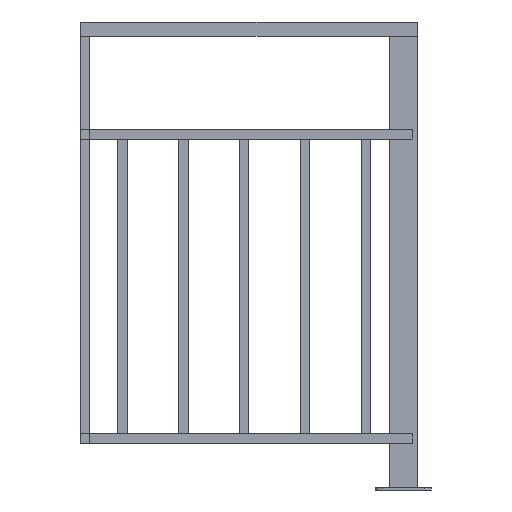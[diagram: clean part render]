
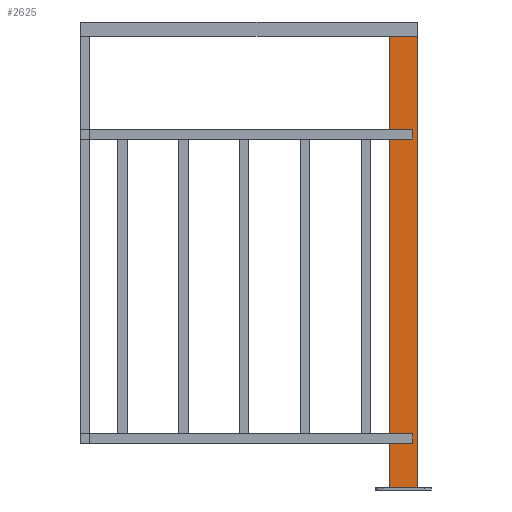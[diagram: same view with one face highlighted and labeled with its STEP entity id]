
A CAD part, front view. The second image highlights one B-rep face of the part: STEP entity #2625.
In plain terms, the highlighted free-form (B-spline) face has degree [1, 1] with [2, 2] control points.
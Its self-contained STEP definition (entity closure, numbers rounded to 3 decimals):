
#2508 = VERTEX_POINT('',#2509);
#2509 = CARTESIAN_POINT('',(-24.634,-959.916,0.));
#2522 = VERTEX_POINT('',#2523);
#2523 = CARTESIAN_POINT('',(24.634,-959.916,0.));
#2528 = EDGE_CURVE('',#2508,#2522,#2529,.T.);
#2529 = B_SPLINE_CURVE_WITH_KNOTS('',1,(#2530,#2531),.UNSPECIFIED.,.F.,
  .F.,(2,2),(0.,60.),.PIECEWISE_BEZIER_KNOTS.);
#2530 = CARTESIAN_POINT('',(-24.634,-959.916,0.));
#2531 = CARTESIAN_POINT('',(24.634,-959.916,0.));
#2544 = VERTEX_POINT('',#2545);
#2545 = CARTESIAN_POINT('',(-24.634,-959.916,
    796.508));
#2550 = EDGE_CURVE('',#2544,#2551,#2553,.T.);
#2551 = VERTEX_POINT('',#2552);
#2552 = CARTESIAN_POINT('',(24.634,-959.916,
    796.508));
#2553 = B_SPLINE_CURVE_WITH_KNOTS('',1,(#2554,#2555),.UNSPECIFIED.,.F.,
  .F.,(2,2),(0.,60.),.PIECEWISE_BEZIER_KNOTS.);
#2554 = CARTESIAN_POINT('',(-24.634,-959.916,
    796.508));
#2555 = CARTESIAN_POINT('',(24.634,-959.916,
    796.508));
#2583 = EDGE_CURVE('',#2508,#2544,#2584,.T.);
#2584 = B_SPLINE_CURVE_WITH_KNOTS('',1,(#2585,#2586),.UNSPECIFIED.,.F.,
  .F.,(2,2),(0.,970.),.PIECEWISE_BEZIER_KNOTS.);
#2585 = CARTESIAN_POINT('',(-24.634,-959.916,0.));
#2586 = CARTESIAN_POINT('',(-24.634,-959.916,
    796.508));
#2613 = EDGE_CURVE('',#2522,#2551,#2614,.T.);
#2614 = B_SPLINE_CURVE_WITH_KNOTS('',1,(#2615,#2616),.UNSPECIFIED.,.F.,
  .F.,(2,2),(0.,970.),.PIECEWISE_BEZIER_KNOTS.);
#2615 = CARTESIAN_POINT('',(24.634,-959.916,0.));
#2616 = CARTESIAN_POINT('',(24.634,-959.916,
    796.508));
#2625 = ADVANCED_FACE('',(#2626),#2632,.T.);
#2626 = FACE_BOUND('',#2627,.T.);
#2627 = EDGE_LOOP('',(#2628,#2629,#2630,#2631));
#2628 = ORIENTED_EDGE('',*,*,#2583,.F.);
#2629 = ORIENTED_EDGE('',*,*,#2528,.T.);
#2630 = ORIENTED_EDGE('',*,*,#2613,.T.);
#2631 = ORIENTED_EDGE('',*,*,#2550,.F.);
#2632 = B_SPLINE_SURFACE_WITH_KNOTS('',1,1,(
    (#2633,#2634)
    ,(#2635,#2636
    )),.UNSPECIFIED.,.F.,.F.,.F.,(2,2),(2,2),(0.,60.),(0.,970.),
  .PIECEWISE_BEZIER_KNOTS.);
#2633 = CARTESIAN_POINT('',(-24.634,-959.916,0.));
#2634 = CARTESIAN_POINT('',(-24.634,-959.916,
    796.508));
#2635 = CARTESIAN_POINT('',(24.634,-959.916,0.));
#2636 = CARTESIAN_POINT('',(24.634,-959.916,
    796.508));
